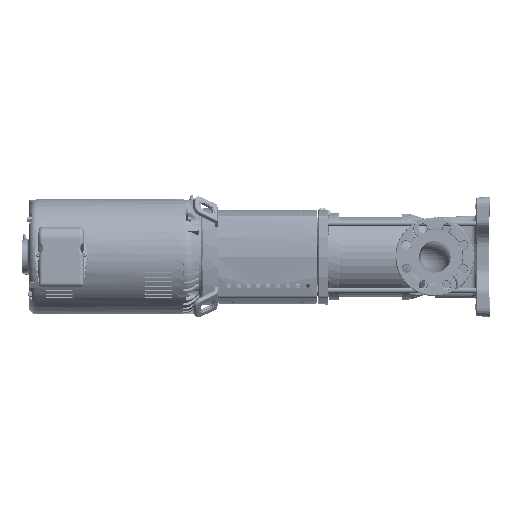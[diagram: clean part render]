
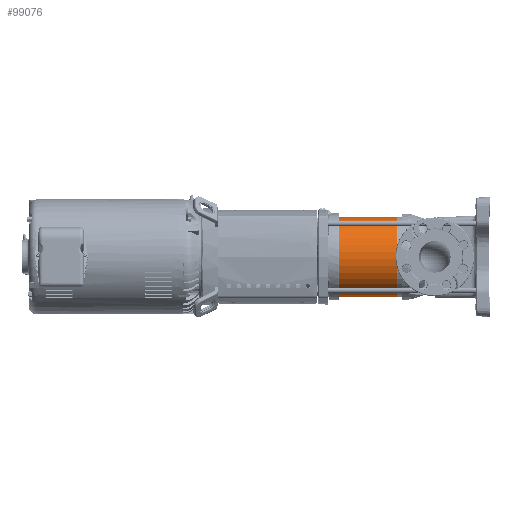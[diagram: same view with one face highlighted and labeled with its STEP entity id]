
A CAD part, left-side view. The second image highlights one B-rep face of the part: STEP entity #99076.
In plain terms, the highlighted cylindrical face has radius 102 mm (diameter 204 mm), a full revolution.
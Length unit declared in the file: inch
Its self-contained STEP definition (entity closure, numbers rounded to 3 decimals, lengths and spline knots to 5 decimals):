
#13088=CIRCLE('',#105922,4.01575);
#13089=CIRCLE('',#105923,4.01575);
#13090=CIRCLE('',#105924,4.01575);
#13091=CIRCLE('',#105925,4.01575);
#17754=FACE_OUTER_BOUND('',#23166,.T.);
#23166=EDGE_LOOP('',(#76696,#76697,#76698,#76699,#76700,#76701));
#31866=LINE('',#323515,#37209);
#37209=VECTOR('',#119778,4.01575);
#44412=VERTEX_POINT('',#323510);
#44413=VERTEX_POINT('',#323511);
#44414=VERTEX_POINT('',#323514);
#44415=VERTEX_POINT('',#323516);
#56607=EDGE_CURVE('',#44412,#44413,#13088,.T.);
#56608=EDGE_CURVE('',#44413,#44412,#13089,.T.);
#56609=EDGE_CURVE('',#44413,#44414,#31866,.T.);
#56610=EDGE_CURVE('',#44414,#44415,#13090,.T.);
#56611=EDGE_CURVE('',#44415,#44414,#13091,.T.);
#76696=ORIENTED_EDGE('',*,*,#56607,.F.);
#76697=ORIENTED_EDGE('',*,*,#56608,.F.);
#76698=ORIENTED_EDGE('',*,*,#56609,.T.);
#76699=ORIENTED_EDGE('',*,*,#56610,.T.);
#76700=ORIENTED_EDGE('',*,*,#56611,.T.);
#76701=ORIENTED_EDGE('',*,*,#56609,.F.);
#95851=CYLINDRICAL_SURFACE('',#105921,4.01575);
#99076=ADVANCED_FACE('',(#17754),#95851,.T.);
#105921=AXIS2_PLACEMENT_3D('',#323509,#119772,#119773);
#105922=AXIS2_PLACEMENT_3D('',#323512,#119774,#119775);
#105923=AXIS2_PLACEMENT_3D('',#323513,#119776,#119777);
#105924=AXIS2_PLACEMENT_3D('',#323517,#119779,#119780);
#105925=AXIS2_PLACEMENT_3D('',#323518,#119781,#119782);
#119772=DIRECTION('center_axis',(0.,1.,0.));
#119773=DIRECTION('ref_axis',(0.597,0.,0.802));
#119774=DIRECTION('center_axis',(0.,1.,0.));
#119775=DIRECTION('ref_axis',(0.597,0.,0.802));
#119776=DIRECTION('center_axis',(0.,1.,0.));
#119777=DIRECTION('ref_axis',(0.597,0.,0.802));
#119778=DIRECTION('',(0.,-1.,0.));
#119779=DIRECTION('center_axis',(0.,1.,0.));
#119780=DIRECTION('ref_axis',(0.597,0.,0.802));
#119781=DIRECTION('center_axis',(0.,1.,0.));
#119782=DIRECTION('ref_axis',(0.597,0.,0.802));
#323509=CARTESIAN_POINT('Origin',(0.,14.89705,
0.));
#323510=CARTESIAN_POINT('',(2.39809,15.40767,3.22109));
#323511=CARTESIAN_POINT('',(-2.39809,15.40767,-3.22109));
#323512=CARTESIAN_POINT('Origin',(0.,15.40767,
0.));
#323513=CARTESIAN_POINT('Origin',(0.,15.40767,
0.));
#323514=CARTESIAN_POINT('',(-2.39809,9.24037,-3.22109));
#323515=CARTESIAN_POINT('',(-2.39809,14.89705,-3.22109));
#323516=CARTESIAN_POINT('',(2.39809,9.24037,3.22109));
#323517=CARTESIAN_POINT('Origin',(0.,9.24037,
0.));
#323518=CARTESIAN_POINT('Origin',(0.,9.24037,
0.));
